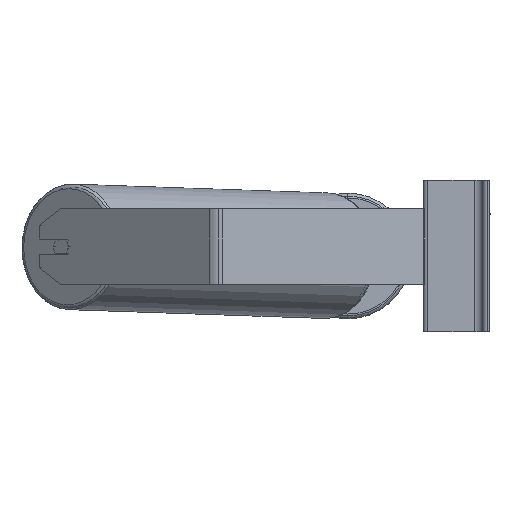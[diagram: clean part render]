
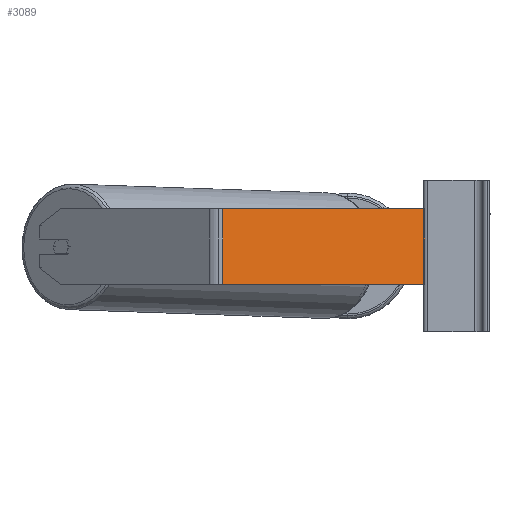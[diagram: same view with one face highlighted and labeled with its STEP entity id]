
A CAD part, left-side view. The second image highlights one B-rep face of the part: STEP entity #3089.
In plain terms, the highlighted planar face has unit normal (-0.966, -0.259, 0).
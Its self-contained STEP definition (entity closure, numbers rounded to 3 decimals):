
#134 = VERTEX_POINT ( 'NONE', #235 ) ;
#235 = CARTESIAN_POINT ( 'NONE',  ( -687.727, 16.447, -30. ) ) ;
#895 = DIRECTION ( 'NONE',  ( 0., 0., -1. ) ) ;
#1101 = CARTESIAN_POINT ( 'NONE',  ( -745.031, 230.308, 50. ) ) ;
#1147 = CARTESIAN_POINT ( 'NONE',  ( -747.187, 238.354, 50. ) ) ;
#2294 = VECTOR ( 'NONE', #4676, 1000. ) ;
#2631 = FACE_OUTER_BOUND ( 'NONE', #9446, .T. ) ;
#2772 = CARTESIAN_POINT ( 'NONE',  ( -745.031, 230.308, 50. ) ) ;
#2891 = EDGE_CURVE ( 'NONE', #10121, #134, #3465, .T. ) ;
#3005 = LINE ( 'NONE', #1147, #3806 ) ;
#3089 = ADVANCED_FACE ( 'NONE', ( #2631 ), #6106, .F. ) ;
#3133 = CARTESIAN_POINT ( 'NONE',  ( -687.727, 16.447, 50. ) ) ;
#3285 = DIRECTION ( 'NONE',  ( -0.259, 0.966, 0. ) ) ;
#3330 = EDGE_CURVE ( 'NONE', #6231, #134, #9664, .T. ) ;
#3359 = ORIENTED_EDGE ( 'NONE', *, *, #3330, .F. ) ;
#3465 = LINE ( 'NONE', #3576, #5918 ) ;
#3576 = CARTESIAN_POINT ( 'NONE',  ( -747.187, 238.354, -30. ) ) ;
#3806 = VECTOR ( 'NONE', #7259, 1000. ) ;
#4676 = DIRECTION ( 'NONE',  ( 0., 0., -1. ) ) ;
#5918 = VECTOR ( 'NONE', #7028, 1000. ) ;
#6020 = CARTESIAN_POINT ( 'NONE',  ( -745.031, 230.308, -30. ) ) ;
#6106 = PLANE ( 'NONE',  #8980 ) ;
#6133 = ORIENTED_EDGE ( 'NONE', *, *, #9047, .T. ) ;
#6167 = CARTESIAN_POINT ( 'NONE',  ( -747.187, 238.354, 50. ) ) ;
#6231 = VERTEX_POINT ( 'NONE', #3133 ) ;
#7028 = DIRECTION ( 'NONE',  ( 0.259, -0.966, 0. ) ) ;
#7259 = DIRECTION ( 'NONE',  ( 0.259, -0.966, 0. ) ) ;
#7501 = ORIENTED_EDGE ( 'NONE', *, *, #2891, .T. ) ;
#7576 = DIRECTION ( 'NONE',  ( 0.966, 0.259, 0. ) ) ;
#8011 = CARTESIAN_POINT ( 'NONE',  ( -687.727, 16.447, 50. ) ) ;
#8234 = VECTOR ( 'NONE', #895, 1000. ) ;
#8521 = ORIENTED_EDGE ( 'NONE', *, *, #8832, .F. ) ;
#8832 = EDGE_CURVE ( 'NONE', #10872, #6231, #3005, .T. ) ;
#8980 = AXIS2_PLACEMENT_3D ( 'NONE', #6167, #7576, #3285 ) ;
#9047 = EDGE_CURVE ( 'NONE', #10872, #10121, #11165, .T. ) ;
#9446 = EDGE_LOOP ( 'NONE', ( #7501, #3359, #8521, #6133 ) ) ;
#9664 = LINE ( 'NONE', #8011, #2294 ) ;
#10121 = VERTEX_POINT ( 'NONE', #6020 ) ;
#10872 = VERTEX_POINT ( 'NONE', #1101 ) ;
#11165 = LINE ( 'NONE', #2772, #8234 ) ;
